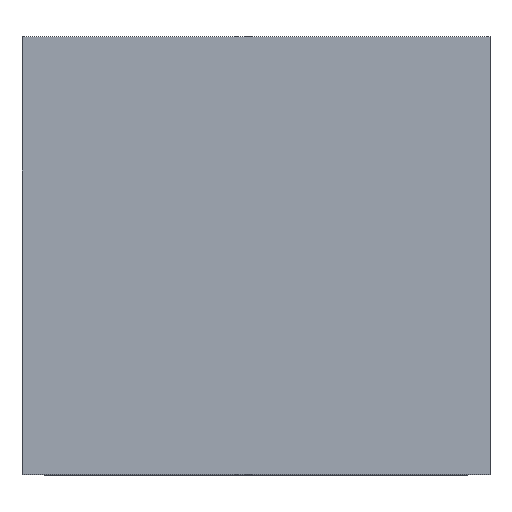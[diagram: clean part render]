
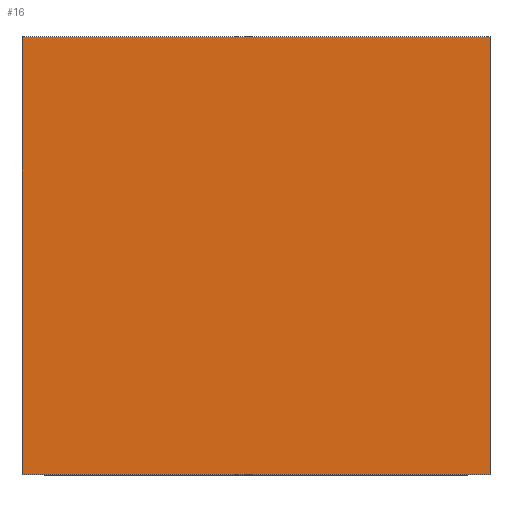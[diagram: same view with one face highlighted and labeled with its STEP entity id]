
A CAD part, top view. The second image highlights one B-rep face of the part: STEP entity #16.
In plain terms, the highlighted planar face has unit normal (0, 0, 1).
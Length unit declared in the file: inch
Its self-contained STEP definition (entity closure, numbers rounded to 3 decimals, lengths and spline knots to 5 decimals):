
#16=ADVANCED_FACE('',(#24),#124,.T.);
#24=FACE_OUTER_BOUND('',#32,.T.);
#32=EDGE_LOOP('',(#50,#51,#52,#53));
#50=ORIENTED_EDGE('',*,*,#87,.T.);
#51=ORIENTED_EDGE('',*,*,#82,.F.);
#52=ORIENTED_EDGE('',*,*,#86,.F.);
#53=ORIENTED_EDGE('',*,*,#85,.F.);
#82=EDGE_CURVE('',#116,#117,#100,.T.);
#85=EDGE_CURVE('',#121,#120,#103,.T.);
#86=EDGE_CURVE('',#120,#116,#104,.T.);
#87=EDGE_CURVE('',#121,#117,#105,.T.);
#100=B_SPLINE_CURVE_WITH_KNOTS('',1,(#279,#280),.UNSPECIFIED.,.F.,.F.,(2,
2),(3.79506,4.17006),.UNSPECIFIED.);
#103=B_SPLINE_CURVE_WITH_KNOTS('',1,(#285,#286),.UNSPECIFIED.,.F.,.F.,(2,
2),(0.95913,1.33413),.UNSPECIFIED.);
#104=B_SPLINE_CURVE_WITH_KNOTS('',1,(#287,#288,#289,#290),.UNSPECIFIED.,
 .F.,.F.,(2,1,1,2),(1.42562,1.48312,1.76915,1.82666),
 .UNSPECIFIED.);
#105=B_SPLINE_CURVE_WITH_KNOTS('',1,(#291,#292,#293,#294),.UNSPECIFIED.,
 .F.,.F.,(2,1,1,2),(1.42562,1.48312,1.76915,1.82666),
 .UNSPECIFIED.);
#116=VERTEX_POINT('',#257);
#117=VERTEX_POINT('',#258);
#120=VERTEX_POINT('',#261);
#121=VERTEX_POINT('',#262);
#124=PLANE('',#223);
#223=AXIS2_PLACEMENT_3D('',#245,#234,$);
#234=DIRECTION('',(0.,0.,1.));
#245=CARTESIAN_POINT('',(0.48799,0.,0.375));
#257=CARTESIAN_POINT('',(-0.02604,0.,0.375));
#258=CARTESIAN_POINT('',(-0.02604,0.375,0.375));
#261=CARTESIAN_POINT('',(0.375,0.,0.375));
#262=CARTESIAN_POINT('',(0.375,0.375,0.375));
#279=CARTESIAN_POINT('',(-0.02604,0.,0.375));
#280=CARTESIAN_POINT('',(-0.02604,0.375,0.375));
#285=CARTESIAN_POINT('',(0.375,0.375,0.375));
#286=CARTESIAN_POINT('',(0.375,0.,0.375));
#287=CARTESIAN_POINT('',(0.375,0.,0.375));
#288=CARTESIAN_POINT('',(0.31749,0.,0.375));
#289=CARTESIAN_POINT('',(0.03147,0.,0.375));
#290=CARTESIAN_POINT('',(-0.02604,0.,0.375));
#291=CARTESIAN_POINT('',(0.375,0.375,0.375));
#292=CARTESIAN_POINT('',(0.31749,0.375,0.375));
#293=CARTESIAN_POINT('',(0.03147,0.375,0.375));
#294=CARTESIAN_POINT('',(-0.02604,0.375,0.375));
